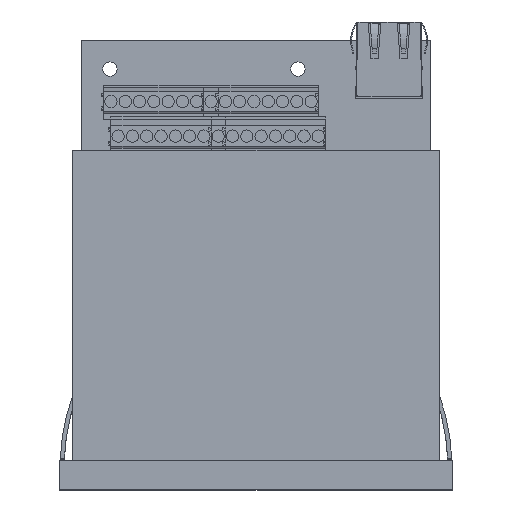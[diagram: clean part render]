
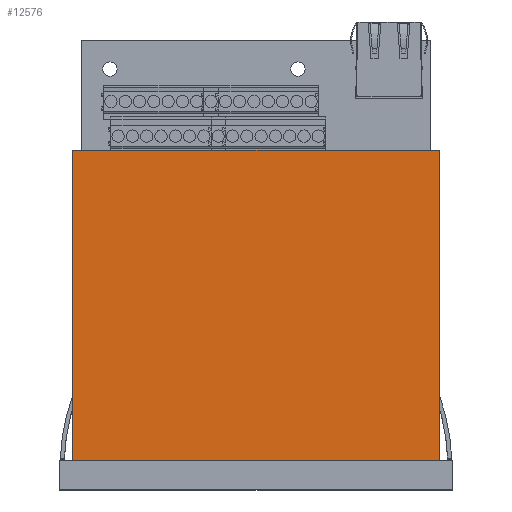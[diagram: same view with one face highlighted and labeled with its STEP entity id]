
A CAD part, top view. The second image highlights one B-rep face of the part: STEP entity #12576.
In plain terms, the highlighted face is planar.
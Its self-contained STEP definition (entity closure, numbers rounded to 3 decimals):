
#7466=CARTESIAN_POINT('',(-12.157,-36.789,-0.5));
#7467=VERTEX_POINT('',#7466);
#7468=CARTESIAN_POINT('',(-12.157,-126.589,-0.5));
#7469=VERTEX_POINT('',#7468);
#7470=CARTESIAN_POINT('',(-12.157,-36.789,-0.5));
#7471=DIRECTION('',(0.0,-1.0,0.0));
#7472=VECTOR('',#7471,89.8);
#7473=LINE('',#7470,#7472);
#7474=EDGE_CURVE('',#7467,#7469,#7473,.T.);
#10009=CARTESIAN_POINT('',(-12.157,-36.789,75.5));
#10010=VERTEX_POINT('',#10009);
#10017=CARTESIAN_POINT('',(-12.157,-36.789,-0.5));
#10018=DIRECTION('',(0.0,0.0,1.0));
#10019=VECTOR('',#10018,76.);
#10020=LINE('',#10017,#10019);
#10021=EDGE_CURVE('',#7467,#10010,#10020,.T.);
#12229=CARTESIAN_POINT('',(-12.157,-126.589,75.5));
#12230=VERTEX_POINT('',#12229);
#12231=CARTESIAN_POINT('',(-12.157,-126.589,-0.5));
#12232=DIRECTION('',(0.0,0.0,1.0));
#12233=VECTOR('',#12232,76.0);
#12234=LINE('',#12231,#12233);
#12235=EDGE_CURVE('',#7469,#12230,#12234,.T.);
#12327=CARTESIAN_POINT('',(-12.157,-36.789,75.5));
#12328=DIRECTION('',(0.0,-1.0,0.0));
#12329=VECTOR('',#12328,89.8);
#12330=LINE('',#12327,#12329);
#12331=EDGE_CURVE('',#10010,#12230,#12330,.T.);
#12565=CARTESIAN_POINT('',(-12.157,-60.789,-0.5));
#12566=DIRECTION('',(1.0,0.0,0.0));
#12567=DIRECTION('',(0.0,0.0,-1.0));
#12568=AXIS2_PLACEMENT_3D('',#12565,#12566,#12567);
#12569=PLANE('',#12568);
#12570=ORIENTED_EDGE('',*,*,#7474,.F.);
#12571=ORIENTED_EDGE('',*,*,#10021,.T.);
#12572=ORIENTED_EDGE('',*,*,#12331,.T.);
#12573=ORIENTED_EDGE('',*,*,#12235,.F.);
#12574=EDGE_LOOP('',(#12570,#12571,#12572,#12573));
#12575=FACE_OUTER_BOUND('',#12574,.T.);
#12576=ADVANCED_FACE('',(#12575),#12569,.T.);
